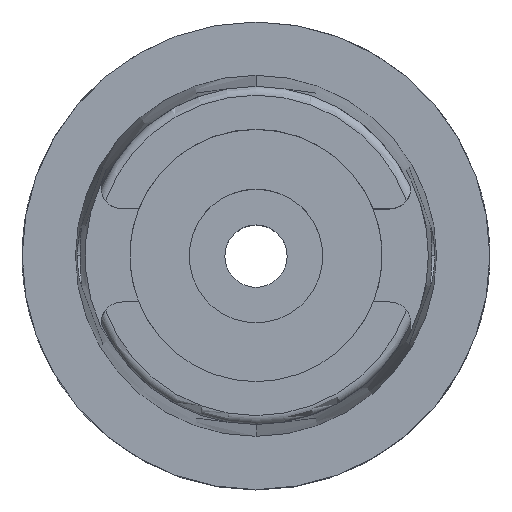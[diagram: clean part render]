
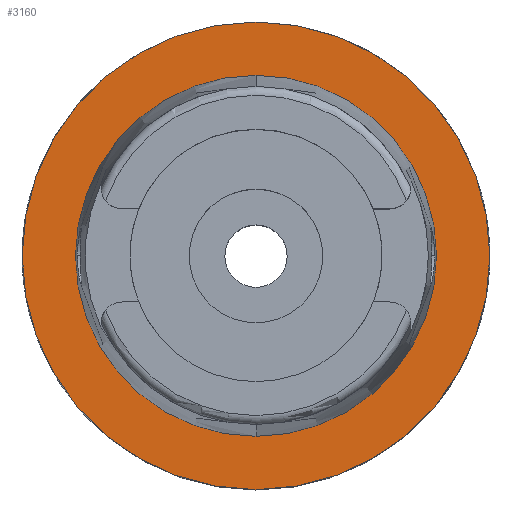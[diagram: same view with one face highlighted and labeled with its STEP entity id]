
A CAD part, top view. The second image highlights one B-rep face of the part: STEP entity #3160.
In plain terms, the highlighted planar face has unit normal (0, 0, 1).
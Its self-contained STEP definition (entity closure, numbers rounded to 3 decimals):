
#656=CARTESIAN_POINT('',(0.,0.,0.));
#657=DIRECTION('',(0.,0.,-1.));
#658=DIRECTION('',(0.,-1.,0.));
#659=AXIS2_PLACEMENT_3D('',#656,#657,#658);
#664=CARTESIAN_POINT('',(0.,0.,0.));
#665=DIRECTION('',(0.,0.,-1.));
#666=DIRECTION('',(0.,1.,0.));
#667=AXIS2_PLACEMENT_3D('',#664,#665,#666);
#672=CARTESIAN_POINT('',(0.,0.,0.));
#673=DIRECTION('',(0.,0.,1.));
#674=DIRECTION('',(0.,-1.,0.));
#675=AXIS2_PLACEMENT_3D('',#672,#673,#674);
#680=CARTESIAN_POINT('',(0.,0.,0.));
#681=DIRECTION('',(0.,0.,1.));
#682=DIRECTION('',(0.,1.,0.));
#683=AXIS2_PLACEMENT_3D('',#680,#681,#682);
#2496=CARTESIAN_POINT('',(0.,-24.315,0.));
#2497=VERTEX_POINT('',#2496);
#2498=CARTESIAN_POINT('',(0.,24.315,0.));
#2499=VERTEX_POINT('',#2498);
#2506=CARTESIAN_POINT('',(0.,-31.5,0.));
#2507=CARTESIAN_POINT('',(0.,31.5,0.));
#2508=VERTEX_POINT('',#2506);
#2509=VERTEX_POINT('',#2507);
#3145=CARTESIAN_POINT('',(0.,0.,0.));
#3146=DIRECTION('',(0.,0.,-1.));
#3147=DIRECTION('',(0.,-1.,0.));
#3148=AXIS2_PLACEMENT_3D('',#3145,#3146,#3147);
#3149=PLANE('',#3148);
#3151=ORIENTED_EDGE('',*,*,#3150,.T.);
#3153=ORIENTED_EDGE('',*,*,#3152,.T.);
#3154=EDGE_LOOP('',(#3151,#3153));
#3155=FACE_OUTER_BOUND('',#3154,.F.);
#3156=ORIENTED_EDGE('',*,*,#3018,.T.);
#3157=ORIENTED_EDGE('',*,*,#3119,.T.);
#3158=EDGE_LOOP('',(#3156,#3157));
#3159=FACE_BOUND('',#3158,.F.);
#660=CIRCLE('',#659,31.5);
#668=CIRCLE('',#667,31.5);
#676=CIRCLE('',#675,24.315);
#684=CIRCLE('',#683,24.315);
#3018=EDGE_CURVE('',#2497,#2499,#676,.T.);
#3119=EDGE_CURVE('',#2499,#2497,#684,.T.);
#3150=EDGE_CURVE('',#2508,#2509,#660,.T.);
#3152=EDGE_CURVE('',#2509,#2508,#668,.T.);
#3160=ADVANCED_FACE('',(#3155,#3159),#3149,.F.);
